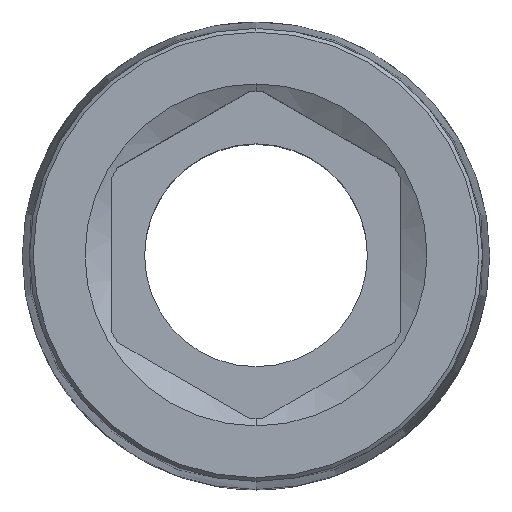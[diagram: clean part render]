
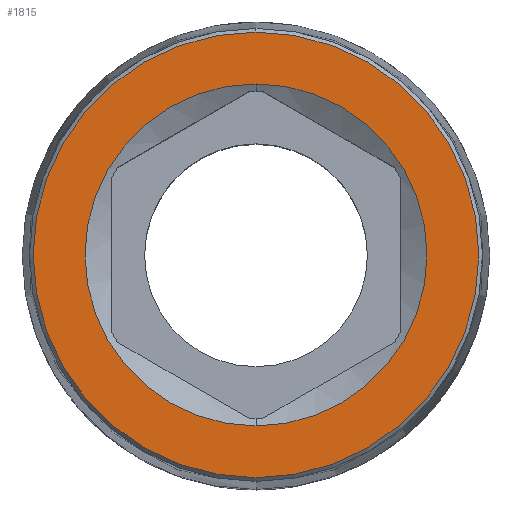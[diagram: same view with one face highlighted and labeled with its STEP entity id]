
A CAD part, top view. The second image highlights one B-rep face of the part: STEP entity #1815.
In plain terms, the highlighted planar face has unit normal (0, 0, 1).
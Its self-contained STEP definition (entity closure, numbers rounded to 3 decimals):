
#797=CARTESIAN_POINT('',(0.,0.,23.));
#798=DIRECTION('',(0.,0.,-1.));
#799=DIRECTION('',(0.,1.,0.));
#800=AXIS2_PLACEMENT_3D('',#797,#798,#799);
#802=CARTESIAN_POINT('',(0.,0.,23.));
#803=DIRECTION('',(0.,0.,-1.));
#804=DIRECTION('',(0.,-1.,0.));
#805=AXIS2_PLACEMENT_3D('',#802,#803,#804);
#807=CARTESIAN_POINT('',(0.,0.,23.));
#808=DIRECTION('',(0.,0.,1.));
#809=DIRECTION('',(0.,-1.,0.));
#810=AXIS2_PLACEMENT_3D('',#807,#808,#809);
#812=CARTESIAN_POINT('',(0.,0.,23.));
#813=DIRECTION('',(0.,0.,1.));
#814=DIRECTION('',(0.,1.,0.));
#815=AXIS2_PLACEMENT_3D('',#812,#813,#814);
#987=CARTESIAN_POINT('',(0.,4.72,23.));
#988=CARTESIAN_POINT('',(0.,-4.72,23.));
#989=VERTEX_POINT('',#987);
#990=VERTEX_POINT('',#988);
#991=CARTESIAN_POINT('',(0.,-6.15,23.));
#992=CARTESIAN_POINT('',(0.,6.15,23.));
#993=VERTEX_POINT('',#991);
#994=VERTEX_POINT('',#992);
#1800=CARTESIAN_POINT('',(0.,0.,23.));
#1801=DIRECTION('',(0.,0.,1.));
#1802=DIRECTION('',(0.,1.,0.));
#1803=AXIS2_PLACEMENT_3D('',#1800,#1801,#1802);
#1804=PLANE('',#1803);
#1806=ORIENTED_EDGE('',*,*,#1805,.F.);
#1808=ORIENTED_EDGE('',*,*,#1807,.F.);
#1809=EDGE_LOOP('',(#1806,#1808));
#1810=FACE_OUTER_BOUND('',#1809,.F.);
#1811=ORIENTED_EDGE('',*,*,#1690,.F.);
#1812=ORIENTED_EDGE('',*,*,#1617,.F.);
#1813=EDGE_LOOP('',(#1811,#1812));
#1814=FACE_BOUND('',#1813,.F.);
#1815=ADVANCED_FACE('',(#1810,#1814),#1804,.T.);
#801=CIRCLE('',#800,4.72);
#806=CIRCLE('',#805,4.72);
#811=CIRCLE('',#810,6.15);
#816=CIRCLE('',#815,6.15);
#1617=EDGE_CURVE('',#990,#989,#806,.T.);
#1690=EDGE_CURVE('',#989,#990,#801,.T.);
#1805=EDGE_CURVE('',#993,#994,#811,.T.);
#1807=EDGE_CURVE('',#994,#993,#816,.T.);
